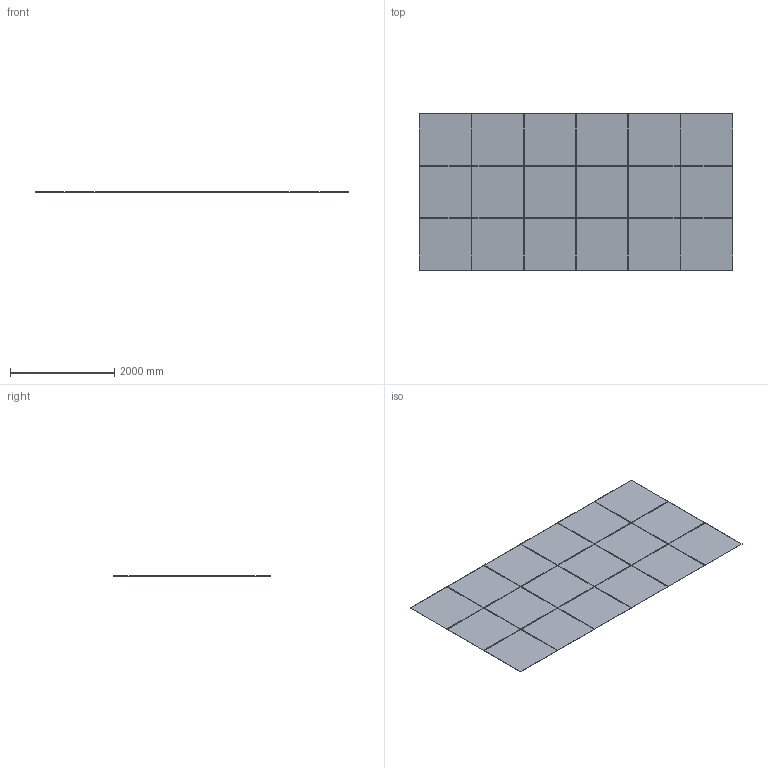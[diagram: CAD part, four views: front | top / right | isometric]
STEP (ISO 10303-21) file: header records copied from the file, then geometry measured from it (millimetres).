
FILE_DESCRIPTION (( 'STEP AP203' ), '1' );
FILE_NAME ('Floor.STEP', '2019-01-26T13:14:24', ( '' ), ( '' ), 'SwSTEP 2.0', 'SolidWorks 2017', '' );
FILE_SCHEMA (( 'CONFIG_CONTROL_DESIGN' ));
Length unit declared in the file: millimetre
Products named in the file (1): Floor
Bounding box: 6000 x 3000 x 4 mm (x, y, z)
Volume: 71193000 mm3; surface area: 36232380 mm2
Topology: 1 solids, 1 shells, 78 faces, 216 edges, 144 vertices
Faces by surface type: plane 78
Entity records: 2517 total; most frequent: CARTESIAN_POINT 439, ORIENTED_EDGE 432, DIRECTION 374, EDGE_CURVE 216, LINE 216, VECTOR 216, VERTEX_POINT 144, EDGE_LOOP 82
